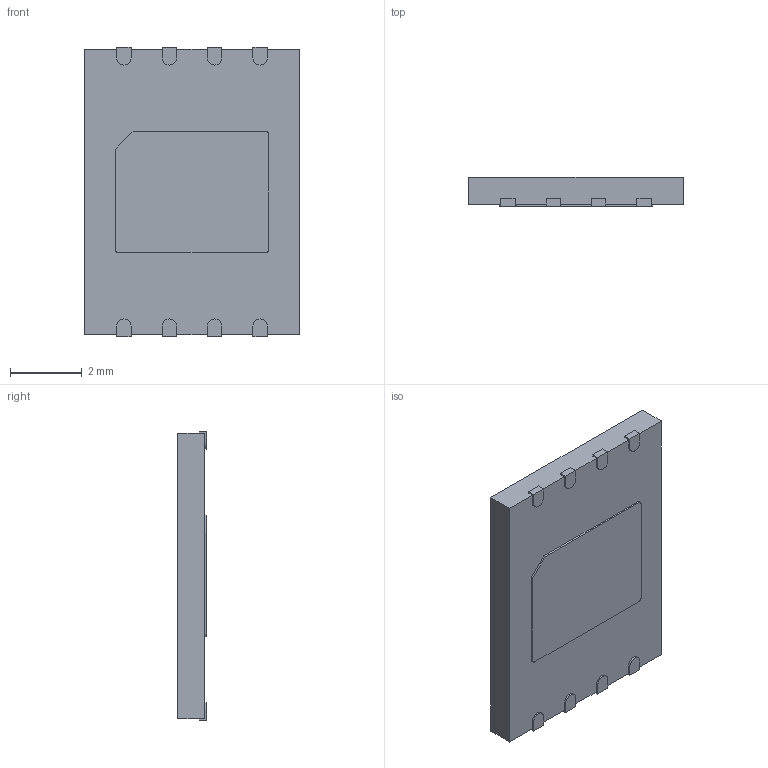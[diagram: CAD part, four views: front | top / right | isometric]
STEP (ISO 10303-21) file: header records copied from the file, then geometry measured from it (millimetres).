
FILE_DESCRIPTION (( 'STEP AP214' ), '1' );
FILE_NAME ( 'SON9P127_600X800X80L50X40T430X340.step', '2020-07-06T22:54:31', ( '' ), ( '' ), 'Part was generated with the free Library Expert Lite available at www.PCBLibraries.com. Removing line will violate the End User License Agreement.', '©2017 PCB Libraries, Inc.', '' );
FILE_SCHEMA (( 'AUTOMOTIVE_DESIGN' ));
Length unit declared in the file: millimetre
Products named in the file (1): SON9P127_600X800X80L50X40T430X340
Bounding box: 6 x 0.8 x 8.1 mm (x, y, z)
Volume: 36.8 mm3; surface area: 151.4 mm2
Topology: 10 solids, 10 shells, 91 faces, 210 edges, 140 vertices
Faces by surface type: plane 70, cylinder 19, torus 2
Entity records: 2959 total; most frequent: CARTESIAN_POINT 442, DIRECTION 438, ORIENTED_EDGE 420, EDGE_CURVE 210, VECTOR 166, LINE 166, VERTEX_POINT 140, AXIS2_PLACEMENT_3D 136
